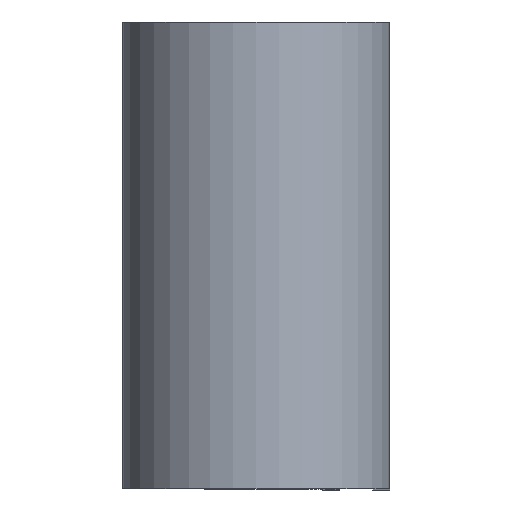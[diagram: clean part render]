
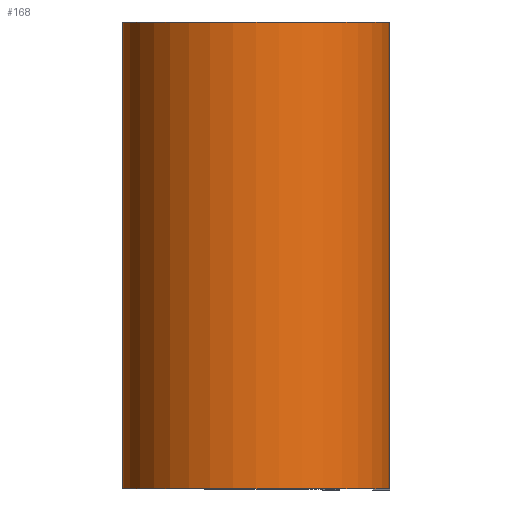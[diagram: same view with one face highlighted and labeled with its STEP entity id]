
A CAD part, top view. The second image highlights one B-rep face of the part: STEP entity #168.
In plain terms, the highlighted cylindrical face has radius 6.363 mm (diameter 12.725 mm), a partial arc.
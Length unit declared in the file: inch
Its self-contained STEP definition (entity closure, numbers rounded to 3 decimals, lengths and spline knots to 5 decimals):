
#5 = CARTESIAN_POINT ( 'NONE',  ( 0.2505, -0.4375, 0. ) ) ;
#7 = LINE ( 'NONE', #443, #511 ) ;
#9 = CYLINDRICAL_SURFACE ( 'NONE', #733, 0.2505 ) ;
#21 = AXIS2_PLACEMENT_3D ( 'NONE', #317, #139, #141 ) ;
#23 = AXIS2_PLACEMENT_3D ( 'NONE', #259, #76, #276 ) ;
#29 = FACE_OUTER_BOUND ( 'NONE', #565, .T. ) ;
#43 = EDGE_CURVE ( 'NONE', #643, #385, #629, .T. ) ;
#76 = DIRECTION ( 'NONE',  ( 0., 1., 0. ) ) ;
#133 = DIRECTION ( 'NONE',  ( 0., -1., 0. ) ) ;
#139 = DIRECTION ( 'NONE',  ( 0., 1., 0. ) ) ;
#141 = DIRECTION ( 'NONE',  ( 1., 0., 0. ) ) ;
#165 = VERTEX_POINT ( 'NONE', #5 ) ;
#168 = ADVANCED_FACE ( 'NONE', ( #29 ), #9, .T. ) ;
#185 = ORIENTED_EDGE ( 'NONE', *, *, #216, .F. ) ;
#204 = CARTESIAN_POINT ( 'NONE',  ( 0., 0.4375, -0.2505 ) ) ;
#205 = CARTESIAN_POINT ( 'NONE',  ( 0., 0.4375, 0. ) ) ;
#214 = CARTESIAN_POINT ( 'NONE',  ( 0., -0.4375, -0.2505 ) ) ;
#216 = EDGE_CURVE ( 'NONE', #385, #165, #7, .T. ) ;
#237 = CARTESIAN_POINT ( 'NONE',  ( 0.2505, 0.4375, 0. ) ) ;
#259 = CARTESIAN_POINT ( 'NONE',  ( 0., 0.4375, 0. ) ) ;
#262 = DIRECTION ( 'NONE',  ( 0., 0., -1. ) ) ;
#268 = DIRECTION ( 'NONE',  ( 0., -1., 0. ) ) ;
#276 = DIRECTION ( 'NONE',  ( 1., 0., 0. ) ) ;
#317 = CARTESIAN_POINT ( 'NONE',  ( 0., -0.4375, 0. ) ) ;
#385 = VERTEX_POINT ( 'NONE', #237 ) ;
#407 = VECTOR ( 'NONE', #422, 39.37008 ) ;
#422 = DIRECTION ( 'NONE',  ( 0., -1., 0. ) ) ;
#430 = CARTESIAN_POINT ( 'NONE',  ( 0., 0.4375, -0.2505 ) ) ;
#443 = CARTESIAN_POINT ( 'NONE',  ( 0.2505, 0.4375, 0. ) ) ;
#459 = ORIENTED_EDGE ( 'NONE', *, *, #43, .F. ) ;
#484 = CIRCLE ( 'NONE', #21, 0.2505 ) ;
#511 = VECTOR ( 'NONE', #133, 39.37008 ) ;
#533 = LINE ( 'NONE', #430, #407 ) ;
#539 = EDGE_CURVE ( 'NONE', #646, #165, #484, .T. ) ;
#547 = ORIENTED_EDGE ( 'NONE', *, *, #727, .T. ) ;
#565 = EDGE_LOOP ( 'NONE', ( #619, #185, #459, #547 ) ) ;
#619 = ORIENTED_EDGE ( 'NONE', *, *, #539, .T. ) ;
#629 = CIRCLE ( 'NONE', #23, 0.2505 ) ;
#643 = VERTEX_POINT ( 'NONE', #204 ) ;
#646 = VERTEX_POINT ( 'NONE', #214 ) ;
#727 = EDGE_CURVE ( 'NONE', #643, #646, #533, .T. ) ;
#733 = AXIS2_PLACEMENT_3D ( 'NONE', #205, #268, #262 ) ;
